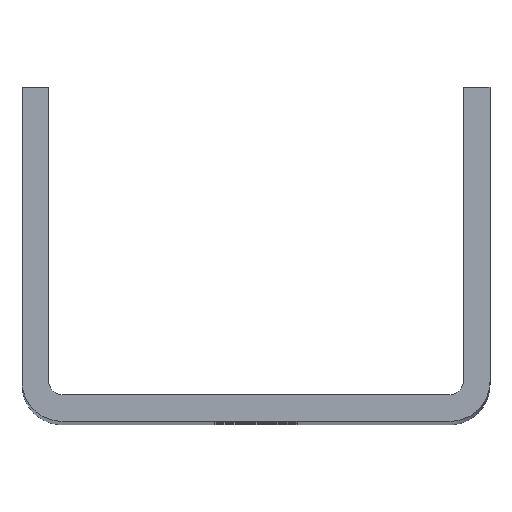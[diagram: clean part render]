
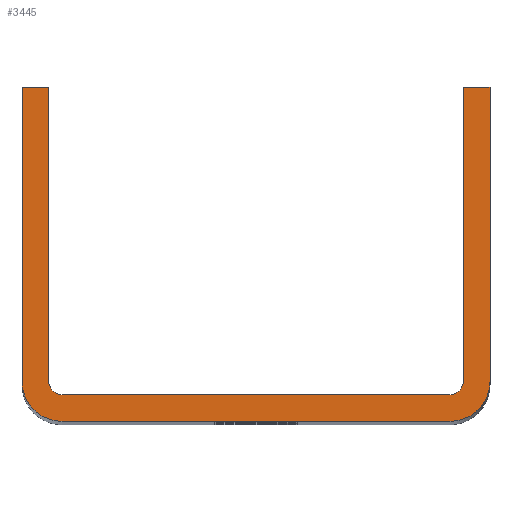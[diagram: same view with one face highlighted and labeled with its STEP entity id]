
A CAD part, top view. The second image highlights one B-rep face of the part: STEP entity #3445.
In plain terms, the highlighted planar face has unit normal (0, 0, 1).
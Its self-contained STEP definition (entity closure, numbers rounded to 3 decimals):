
#12 = CARTESIAN_POINT ( 'NONE',  ( 29., 6., 300. ) ) ;
#35 = CIRCLE ( 'NONE', #217, 2. ) ;
#57 = VECTOR ( 'NONE', #1523, 1000. ) ;
#90 = CARTESIAN_POINT ( 'NONE',  ( -31., 50., 300. ) ) ;
#96 = EDGE_CURVE ( 'NONE', #1732, #3043, #2559, .T. ) ;
#167 = ORIENTED_EDGE ( 'NONE', *, *, #2385, .F. ) ;
#169 = EDGE_CURVE ( 'NONE', #3578, #692, #2902, .T. ) ;
#173 = VECTOR ( 'NONE', #179, 1000. ) ;
#179 = DIRECTION ( 'NONE',  ( 0., 1., 0. ) ) ;
#183 = ORIENTED_EDGE ( 'NONE', *, *, #1188, .F. ) ;
#192 = EDGE_CURVE ( 'NONE', #2503, #3212, #2667, .T. ) ;
#217 = AXIS2_PLACEMENT_3D ( 'NONE', #2210, #1092, #3584 ) ;
#223 = VECTOR ( 'NONE', #417, 1000. ) ;
#255 = DIRECTION ( 'NONE',  ( 0., 0., 1. ) ) ;
#327 = AXIS2_PLACEMENT_3D ( 'NONE', #12, #255, #1956 ) ;
#417 = DIRECTION ( 'NONE',  ( 0., -1., 0. ) ) ;
#477 = ORIENTED_EDGE ( 'NONE', *, *, #796, .T. ) ;
#551 = CARTESIAN_POINT ( 'NONE',  ( -35., 6., 300. ) ) ;
#576 = LINE ( 'NONE', #887, #2401 ) ;
#644 = DIRECTION ( 'NONE',  ( 0., 0., 1. ) ) ;
#666 = EDGE_LOOP ( 'NONE', ( #1926, #857, #3344, #1555, #2253, #183, #1354, #167, #3450, #3616, #3401, #477 ) ) ;
#678 = CARTESIAN_POINT ( 'NONE',  ( 31., 6., 300. ) ) ;
#692 = VERTEX_POINT ( 'NONE', #1550 ) ;
#716 = AXIS2_PLACEMENT_3D ( 'NONE', #1686, #2004, #2026 ) ;
#747 = VECTOR ( 'NONE', #3022, 1000. ) ;
#796 = EDGE_CURVE ( 'NONE', #3043, #3246, #2613, .T. ) ;
#798 = VECTOR ( 'NONE', #1104, 1000. ) ;
#802 = EDGE_CURVE ( 'NONE', #992, #2764, #3332, .T. ) ;
#857 = ORIENTED_EDGE ( 'NONE', *, *, #169, .F. ) ;
#863 = CARTESIAN_POINT ( 'NONE',  ( -29., 0., 300. ) ) ;
#887 = CARTESIAN_POINT ( 'NONE',  ( -35., 50., 300. ) ) ;
#905 = VERTEX_POINT ( 'NONE', #2280 ) ;
#906 = FACE_OUTER_BOUND ( 'NONE', #666, .T. ) ;
#919 = CARTESIAN_POINT ( 'NONE',  ( -29., 6., 300. ) ) ;
#921 = PLANE ( 'NONE',  #716 ) ;
#964 = LINE ( 'NONE', #2123, #173 ) ;
#992 = VERTEX_POINT ( 'NONE', #3262 ) ;
#995 = AXIS2_PLACEMENT_3D ( 'NONE', #919, #1769, #1986 ) ;
#1059 = CARTESIAN_POINT ( 'NONE',  ( 35., 6., 300. ) ) ;
#1092 = DIRECTION ( 'NONE',  ( 0., 0., 1. ) ) ;
#1101 = VERTEX_POINT ( 'NONE', #1602 ) ;
#1104 = DIRECTION ( 'NONE',  ( 1., 0., 0. ) ) ;
#1188 = EDGE_CURVE ( 'NONE', #905, #1101, #35, .T. ) ;
#1354 = ORIENTED_EDGE ( 'NONE', *, *, #1520, .F. ) ;
#1423 = CARTESIAN_POINT ( 'NONE',  ( -31., 50., 300. ) ) ;
#1471 = EDGE_CURVE ( 'NONE', #2764, #1732, #2090, .T. ) ;
#1481 = CARTESIAN_POINT ( 'NONE',  ( 31., 50., 300. ) ) ;
#1520 = EDGE_CURVE ( 'NONE', #1944, #905, #3176, .T. ) ;
#1523 = DIRECTION ( 'NONE',  ( 0., 1., 0. ) ) ;
#1550 = CARTESIAN_POINT ( 'NONE',  ( 35., 50., 300. ) ) ;
#1555 = ORIENTED_EDGE ( 'NONE', *, *, #192, .F. ) ;
#1602 = CARTESIAN_POINT ( 'NONE',  ( -29., 4., 300. ) ) ;
#1686 = CARTESIAN_POINT ( 'NONE',  ( 29., 6., 300. ) ) ;
#1732 = VERTEX_POINT ( 'NONE', #2255 ) ;
#1769 = DIRECTION ( 'NONE',  ( 0., 0., 1. ) ) ;
#1926 = ORIENTED_EDGE ( 'NONE', *, *, #3096, .T. ) ;
#1944 = VERTEX_POINT ( 'NONE', #1423 ) ;
#1956 = DIRECTION ( 'NONE',  ( 1., 0., 0. ) ) ;
#1986 = DIRECTION ( 'NONE',  ( 1., 0., 0. ) ) ;
#1988 = CARTESIAN_POINT ( 'NONE',  ( -29., 4., 300. ) ) ;
#2004 = DIRECTION ( 'NONE',  ( 0., 0., 1. ) ) ;
#2026 = DIRECTION ( 'NONE',  ( 1., 0., 0. ) ) ;
#2073 = DIRECTION ( 'NONE',  ( 1., 0., 0. ) ) ;
#2090 = CIRCLE ( 'NONE', #995, 6. ) ;
#2123 = CARTESIAN_POINT ( 'NONE',  ( 35., 6., 300. ) ) ;
#2180 = CARTESIAN_POINT ( 'NONE',  ( 31., 6., 300. ) ) ;
#2197 = CARTESIAN_POINT ( 'NONE',  ( -35., 50., 300. ) ) ;
#2210 = CARTESIAN_POINT ( 'NONE',  ( -29., 6., 300. ) ) ;
#2253 = ORIENTED_EDGE ( 'NONE', *, *, #3408, .F. ) ;
#2255 = CARTESIAN_POINT ( 'NONE',  ( -29., 0., 300. ) ) ;
#2280 = CARTESIAN_POINT ( 'NONE',  ( -31., 6., 300. ) ) ;
#2293 = DIRECTION ( 'NONE',  ( 1., 0., 0. ) ) ;
#2385 = EDGE_CURVE ( 'NONE', #992, #1944, #576, .T. ) ;
#2401 = VECTOR ( 'NONE', #2836, 1000. ) ;
#2503 = VERTEX_POINT ( 'NONE', #3412 ) ;
#2559 = LINE ( 'NONE', #863, #798 ) ;
#2613 = CIRCLE ( 'NONE', #327, 6. ) ;
#2667 = CIRCLE ( 'NONE', #3537, 2. ) ;
#2720 = CARTESIAN_POINT ( 'NONE',  ( 29., 0., 300. ) ) ;
#2725 = VECTOR ( 'NONE', #3135, 1000. ) ;
#2764 = VERTEX_POINT ( 'NONE', #551 ) ;
#2836 = DIRECTION ( 'NONE',  ( 1., 0., 0. ) ) ;
#2902 = LINE ( 'NONE', #1481, #2725 ) ;
#3022 = DIRECTION ( 'NONE',  ( 0., -1., 0. ) ) ;
#3043 = VERTEX_POINT ( 'NONE', #2720 ) ;
#3049 = CARTESIAN_POINT ( 'NONE',  ( 31., 50., 300. ) ) ;
#3069 = LINE ( 'NONE', #1988, #3159 ) ;
#3096 = EDGE_CURVE ( 'NONE', #3246, #692, #964, .T. ) ;
#3116 = CARTESIAN_POINT ( 'NONE',  ( 29., 6., 300. ) ) ;
#3135 = DIRECTION ( 'NONE',  ( 1., 0., 0. ) ) ;
#3159 = VECTOR ( 'NONE', #2293, 1000. ) ;
#3176 = LINE ( 'NONE', #90, #223 ) ;
#3178 = LINE ( 'NONE', #678, #57 ) ;
#3212 = VERTEX_POINT ( 'NONE', #2180 ) ;
#3246 = VERTEX_POINT ( 'NONE', #1059 ) ;
#3262 = CARTESIAN_POINT ( 'NONE',  ( -35., 50., 300. ) ) ;
#3332 = LINE ( 'NONE', #2197, #747 ) ;
#3344 = ORIENTED_EDGE ( 'NONE', *, *, #3554, .F. ) ;
#3401 = ORIENTED_EDGE ( 'NONE', *, *, #96, .T. ) ;
#3408 = EDGE_CURVE ( 'NONE', #1101, #2503, #3069, .T. ) ;
#3412 = CARTESIAN_POINT ( 'NONE',  ( 29., 4., 300. ) ) ;
#3445 = ADVANCED_FACE ( 'NONE', ( #906 ), #921, .T. ) ;
#3450 = ORIENTED_EDGE ( 'NONE', *, *, #802, .T. ) ;
#3537 = AXIS2_PLACEMENT_3D ( 'NONE', #3116, #644, #2073 ) ;
#3554 = EDGE_CURVE ( 'NONE', #3212, #3578, #3178, .T. ) ;
#3578 = VERTEX_POINT ( 'NONE', #3049 ) ;
#3584 = DIRECTION ( 'NONE',  ( 1., 0., 0. ) ) ;
#3616 = ORIENTED_EDGE ( 'NONE', *, *, #1471, .T. ) ;
